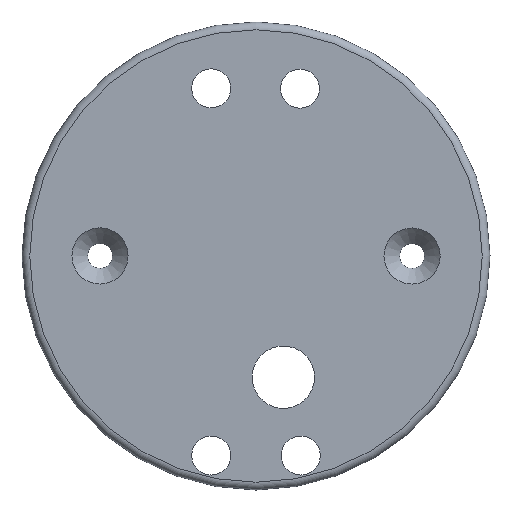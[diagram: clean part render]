
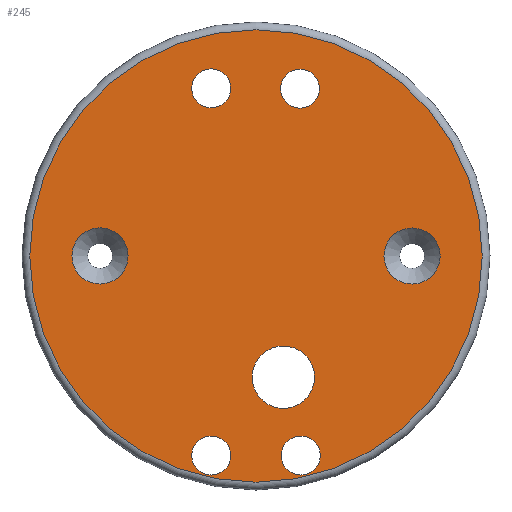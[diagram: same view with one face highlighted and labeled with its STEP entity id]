
A CAD part, front view. The second image highlights one B-rep face of the part: STEP entity #245.
In plain terms, the highlighted planar face has unit normal (0, -1, 0).
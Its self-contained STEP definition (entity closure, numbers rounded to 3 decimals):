
#25=FACE_BOUND('',#64,.T.);
#26=FACE_BOUND('',#65,.T.);
#27=FACE_BOUND('',#66,.T.);
#28=FACE_BOUND('',#67,.T.);
#29=FACE_BOUND('',#68,.T.);
#30=FACE_BOUND('',#69,.T.);
#31=FACE_BOUND('',#70,.T.);
#33=PLANE('',#291);
#43=FACE_OUTER_BOUND('',#63,.T.);
#63=EDGE_LOOP('',(#207));
#64=EDGE_LOOP('',(#208));
#65=EDGE_LOOP('',(#209));
#66=EDGE_LOOP('',(#210));
#67=EDGE_LOOP('',(#211));
#68=EDGE_LOOP('',(#212));
#69=EDGE_LOOP('',(#213));
#70=EDGE_LOOP('',(#214));
#104=CIRCLE('',#277,2.5);
#105=CIRCLE('',#279,2.5);
#106=CIRCLE('',#281,2.5);
#107=CIRCLE('',#283,2.5);
#108=CIRCLE('',#285,4.);
#109=CIRCLE('',#287,29.);
#113=CIRCLE('',#292,3.6);
#114=CIRCLE('',#293,3.6);
#125=VERTEX_POINT('',#404);
#126=VERTEX_POINT('',#408);
#127=VERTEX_POINT('',#412);
#128=VERTEX_POINT('',#416);
#129=VERTEX_POINT('',#420);
#130=VERTEX_POINT('',#424);
#133=VERTEX_POINT('',#432);
#134=VERTEX_POINT('',#434);
#148=EDGE_CURVE('',#125,#125,#104,.T.);
#150=EDGE_CURVE('',#126,#126,#105,.T.);
#152=EDGE_CURVE('',#127,#127,#106,.T.);
#154=EDGE_CURVE('',#128,#128,#107,.T.);
#155=EDGE_CURVE('',#129,#129,#108,.T.);
#157=EDGE_CURVE('',#130,#130,#109,.T.);
#161=EDGE_CURVE('',#133,#133,#113,.T.);
#162=EDGE_CURVE('',#134,#134,#114,.T.);
#207=ORIENTED_EDGE('',*,*,#157,.F.);
#208=ORIENTED_EDGE('',*,*,#148,.T.);
#209=ORIENTED_EDGE('',*,*,#150,.T.);
#210=ORIENTED_EDGE('',*,*,#152,.T.);
#211=ORIENTED_EDGE('',*,*,#154,.T.);
#212=ORIENTED_EDGE('',*,*,#155,.T.);
#213=ORIENTED_EDGE('',*,*,#161,.F.);
#214=ORIENTED_EDGE('',*,*,#162,.F.);
#245=ADVANCED_FACE('',(#43,#25,#26,#27,#28,#29,#30,#31),#33,.T.);
#277=AXIS2_PLACEMENT_3D('',#406,#330,#331);
#279=AXIS2_PLACEMENT_3D('',#410,#335,#336);
#281=AXIS2_PLACEMENT_3D('',#414,#340,#341);
#283=AXIS2_PLACEMENT_3D('',#418,#345,#346);
#285=AXIS2_PLACEMENT_3D('',#421,#349,#350);
#287=AXIS2_PLACEMENT_3D('',#425,#354,#355);
#291=AXIS2_PLACEMENT_3D('',#431,#362,#363);
#292=AXIS2_PLACEMENT_3D('',#433,#364,#365);
#293=AXIS2_PLACEMENT_3D('',#435,#366,#367);
#330=DIRECTION('center_axis',(0.,1.,0.));
#331=DIRECTION('ref_axis',(-1.,0.,0.));
#335=DIRECTION('center_axis',(0.,1.,0.));
#336=DIRECTION('ref_axis',(-1.,0.,0.));
#340=DIRECTION('center_axis',(0.,1.,0.));
#341=DIRECTION('ref_axis',(-1.,0.,0.));
#345=DIRECTION('center_axis',(0.,1.,0.));
#346=DIRECTION('ref_axis',(-1.,0.,0.));
#349=DIRECTION('center_axis',(0.,1.,0.));
#350=DIRECTION('ref_axis',(1.,0.,0.));
#354=DIRECTION('center_axis',(0.,1.,0.));
#355=DIRECTION('ref_axis',(-1.,0.,0.));
#362=DIRECTION('center_axis',(0.,-1.,0.));
#363=DIRECTION('ref_axis',(-1.,0.,0.));
#364=DIRECTION('center_axis',(0.,-1.,0.));
#365=DIRECTION('ref_axis',(-1.,0.,0.));
#366=DIRECTION('center_axis',(0.,-1.,0.));
#367=DIRECTION('ref_axis',(-1.,0.,0.));
#404=CARTESIAN_POINT('',(8.137,-28.6,21.457));
#406=CARTESIAN_POINT('Origin',(5.637,-28.6,21.457));
#408=CARTESIAN_POINT('',(8.243,-28.6,-25.579));
#410=CARTESIAN_POINT('Origin',(5.743,-28.6,-25.579));
#412=CARTESIAN_POINT('',(-3.243,-28.6,21.492));
#414=CARTESIAN_POINT('Origin',(-5.743,-28.6,21.492));
#416=CARTESIAN_POINT('',(-3.243,-28.6,-25.579));
#418=CARTESIAN_POINT('Origin',(-5.743,-28.6,-25.579));
#420=CARTESIAN_POINT('',(-0.49,-28.6,-15.543));
#421=CARTESIAN_POINT('Origin',(3.51,-28.6,-15.543));
#424=CARTESIAN_POINT('',(0.,-28.6,29.));
#425=CARTESIAN_POINT('Origin',(0.,-28.6,0.));
#431=CARTESIAN_POINT('Origin',(0.,-28.6,0.));
#432=CARTESIAN_POINT('',(23.604,-28.6,-0.003));
#433=CARTESIAN_POINT('Origin',(20.004,-28.6,-0.003));
#434=CARTESIAN_POINT('',(-16.399,-28.6,0.004));
#435=CARTESIAN_POINT('Origin',(-19.999,-28.6,0.004));
